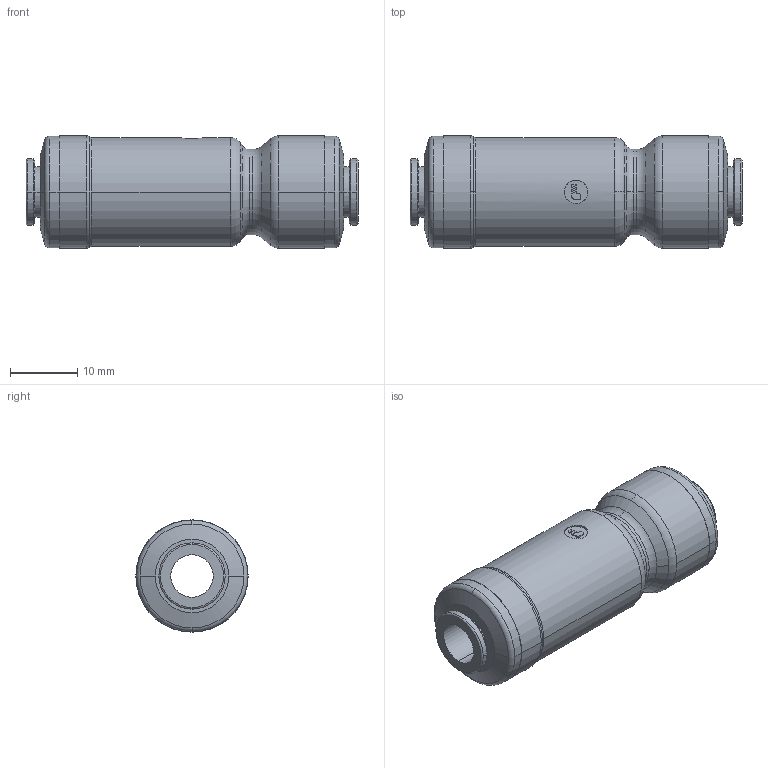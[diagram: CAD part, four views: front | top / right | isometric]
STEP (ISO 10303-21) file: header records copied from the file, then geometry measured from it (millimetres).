
FILE_DESCRIPTION(('STEP AP214'),'1');
FILE_NAME('7992_56_00WP2.stp','2016-07-07T14:18:59',('TraceParts'),('TraceParts S.A.'),'Spatial InterOp 3D',' ',' ');
FILE_SCHEMA(('automotive_design'));
Length unit declared in the file: millimetre
Products named in the file (1): 1
Bounding box: 49.55 x 16.76 x 16.76 mm (x, y, z)
Volume: 7905.3 mm3; surface area: 3874.6 mm2
Topology: 1 solids, 1 shells, 89 faces, 230 edges, 153 vertices
Faces by surface type: cylinder 30, plane 25, torus 20, cone 14
Entity records: 2880 total; most frequent: DIRECTION 551, CARTESIAN_POINT 540, ORIENTED_EDGE 460, AXIS2_PLACEMENT_3D 234, EDGE_CURVE 230, VERTEX_POINT 153, CIRCLE 144, EDGE_LOOP 101
